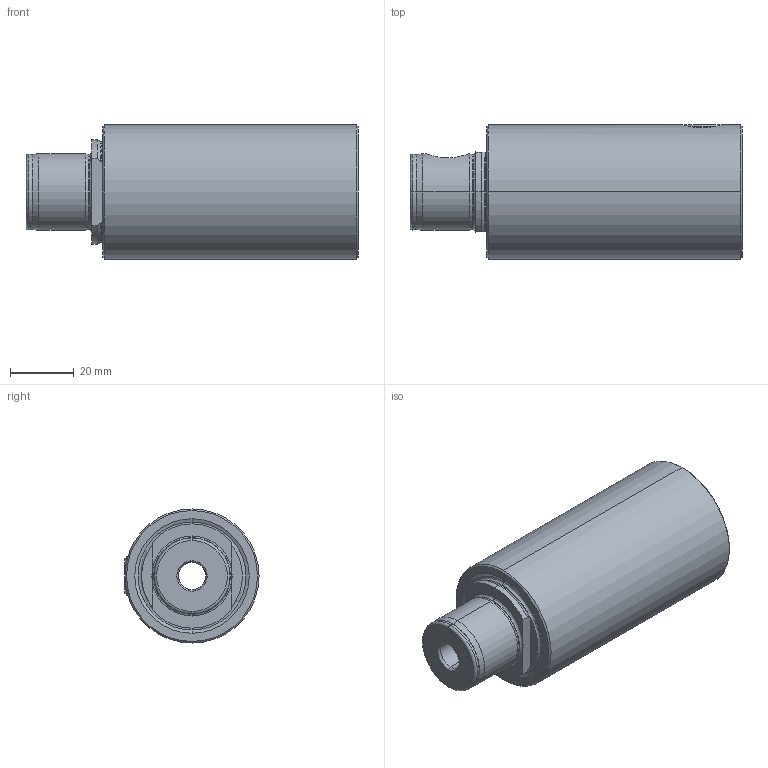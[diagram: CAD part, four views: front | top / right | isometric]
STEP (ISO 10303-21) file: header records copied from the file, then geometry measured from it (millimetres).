
FILE_DESCRIPTION (( 'STEP AP203' ), '1' );
FILE_NAME ('MB4.MB4.K01.080.STEP', '2013-09-25T14:04:29', ( 'baer' ), ( 'Hewlett-Packard Company' ), 'SwSTEP 2.0', 'SolidWorks 2012', '' );
FILE_SCHEMA (( 'CONFIG_CONTROL_DESIGN' ));
Length unit declared in the file: millimetre
Products named in the file (3): MB4-MB4.K01.080_B; MB4-ER1.001.013_A; MB4.MB4.K01.080
Assembly tree (2 placements, depth 2):
  MB4.MB4.K01.080
    MB4-MB4.K01.080_B
    MB4-ER1.001.013_A
Bounding box: 104 x 42 x 42 mm (x, y, z)
Volume: 104670.6 mm3; surface area: 20021.5 mm2
Topology: 2 solids, 2 shells, 118 faces, 279 edges, 167 vertices
Faces by surface type: cone 37, cylinder 30, plane 29, torus 20, bspline 2
Entity records: 4286 total; most frequent: CARTESIAN_POINT 1247, DIRECTION 617, ORIENTED_EDGE 554, EDGE_CURVE 277, AXIS2_PLACEMENT_3D 259, VERTEX_POINT 167, CIRCLE 138, EDGE_LOOP 128
